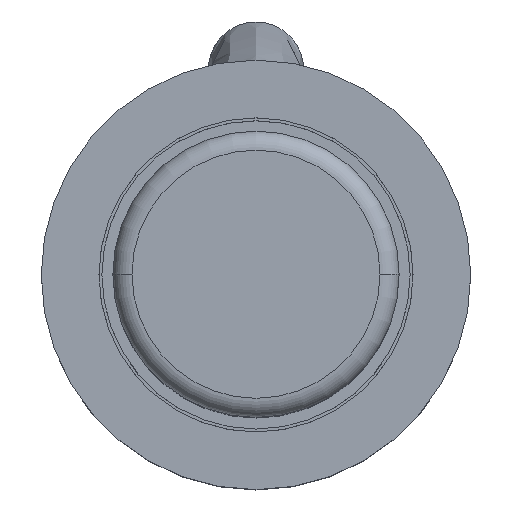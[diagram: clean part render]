
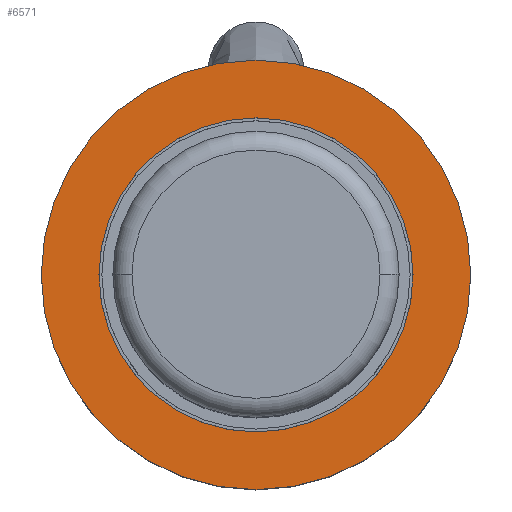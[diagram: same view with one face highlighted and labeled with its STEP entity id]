
A CAD part, top view. The second image highlights one B-rep face of the part: STEP entity #6571.
In plain terms, the highlighted planar face has unit normal (0, 0, 1).
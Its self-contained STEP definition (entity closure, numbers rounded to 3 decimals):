
#472 = VERTEX_POINT ( 'NONE', #1822 ) ;
#545 = CIRCLE ( 'NONE', #7902, 1.645 ) ;
#740 = DIRECTION ( 'NONE',  ( 1., 0., 0. ) ) ;
#846 = EDGE_LOOP ( 'NONE', ( #7056, #4713 ) ) ;
#853 = CARTESIAN_POINT ( 'NONE',  ( 0., 2.25, 0. ) ) ;
#879 = DIRECTION ( 'NONE',  ( -1., 0., 0. ) ) ;
#914 = AXIS2_PLACEMENT_3D ( 'NONE', #2036, #4585, #7921 ) ;
#1085 = ORIENTED_EDGE ( 'NONE', *, *, #3770, .T. ) ;
#1507 = AXIS2_PLACEMENT_3D ( 'NONE', #1566, #4902, #740 ) ;
#1566 = CARTESIAN_POINT ( 'NONE',  ( 0., 0., 0. ) ) ;
#1822 = CARTESIAN_POINT ( 'NONE',  ( -1.645, 0., 0. ) ) ;
#1915 = CARTESIAN_POINT ( 'NONE',  ( 2.25, 0., 0. ) ) ;
#2036 = CARTESIAN_POINT ( 'NONE',  ( 0., 0., 0. ) ) ;
#2136 = CARTESIAN_POINT ( 'NONE',  ( 1.645, 0., 0. ) ) ;
#2415 = DIRECTION ( 'NONE',  ( 1., 0., 0. ) ) ;
#2778 = VERTEX_POINT ( 'NONE', #1915 ) ;
#3552 = DIRECTION ( 'NONE',  ( 0., -1., 0. ) ) ;
#3770 = EDGE_CURVE ( 'NONE', #2778, #6269, #7747, .T. ) ;
#3844 = EDGE_LOOP ( 'NONE', ( #1085, #4367 ) ) ;
#3997 = CARTESIAN_POINT ( 'NONE',  ( 0., 0., 0. ) ) ;
#4139 = FACE_BOUND ( 'NONE', #846, .T. ) ;
#4367 = ORIENTED_EDGE ( 'NONE', *, *, #10382, .T. ) ;
#4585 = DIRECTION ( 'NONE',  ( 0., 0., 1. ) ) ;
#4713 = ORIENTED_EDGE ( 'NONE', *, *, #5575, .F. ) ;
#4741 = AXIS2_PLACEMENT_3D ( 'NONE', #853, #5192, #3552 ) ;
#4902 = DIRECTION ( 'NONE',  ( 0., 0., 1. ) ) ;
#5192 = DIRECTION ( 'NONE',  ( 0., 0., -1. ) ) ;
#5575 = EDGE_CURVE ( 'NONE', #7147, #472, #6504, .T. ) ;
#5779 = FACE_OUTER_BOUND ( 'NONE', #3844, .T. ) ;
#6175 = AXIS2_PLACEMENT_3D ( 'NONE', #3997, #10821, #2415 ) ;
#6232 = CIRCLE ( 'NONE', #1507, 2.25 ) ;
#6269 = VERTEX_POINT ( 'NONE', #7688 ) ;
#6504 = CIRCLE ( 'NONE', #914, 1.645 ) ;
#6571 = ADVANCED_FACE ( 'NONE', ( #4139, #5779 ), #8347, .F. ) ;
#7056 = ORIENTED_EDGE ( 'NONE', *, *, #7115, .F. ) ;
#7115 = EDGE_CURVE ( 'NONE', #472, #7147, #545, .T. ) ;
#7147 = VERTEX_POINT ( 'NONE', #2136 ) ;
#7688 = CARTESIAN_POINT ( 'NONE',  ( -2.25, 0., 0. ) ) ;
#7747 = CIRCLE ( 'NONE', #6175, 2.25 ) ;
#7902 = AXIS2_PLACEMENT_3D ( 'NONE', #10657, #9204, #879 ) ;
#7921 = DIRECTION ( 'NONE',  ( -1., 0., 0. ) ) ;
#8347 = PLANE ( 'NONE',  #4741 ) ;
#9204 = DIRECTION ( 'NONE',  ( 0., 0., 1. ) ) ;
#10382 = EDGE_CURVE ( 'NONE', #6269, #2778, #6232, .T. ) ;
#10657 = CARTESIAN_POINT ( 'NONE',  ( 0., 0., 0. ) ) ;
#10821 = DIRECTION ( 'NONE',  ( 0., 0., 1. ) ) ;
